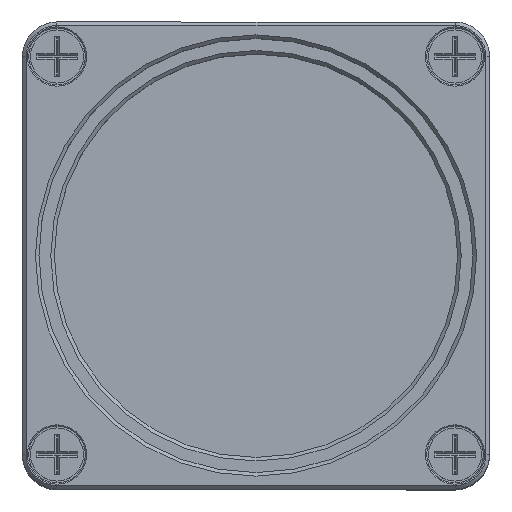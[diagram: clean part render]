
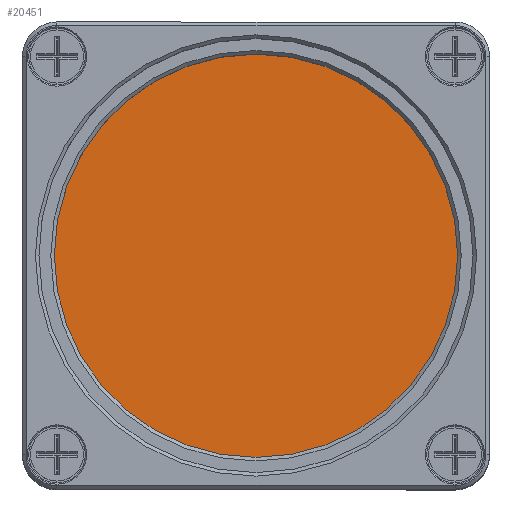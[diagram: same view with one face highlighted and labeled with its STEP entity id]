
A CAD part, top view. The second image highlights one B-rep face of the part: STEP entity #20451.
In plain terms, the highlighted planar face has unit normal (0, 0, 1).
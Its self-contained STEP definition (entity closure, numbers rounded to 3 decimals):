
#17337=FACE_OUTER_BOUND('',#31923,.T.);
#20451=ADVANCED_FACE('',(#17337),#23068,.T.);
#23068=PLANE('',#58501);
#31923=EDGE_LOOP('',(#35881));
#35881=ORIENTED_EDGE('',*,*,#50758,.T.);
#46755=VERTEX_POINT('',#76613);
#50758=EDGE_CURVE('',#46755,#46755,#56197,.T.);
#56197=CIRCLE('',#58498,12.5);
#58498=AXIS2_PLACEMENT_3D('',#76612,#63955,#63956);
#58501=AXIS2_PLACEMENT_3D('',#76617,#63961,#63962);
#63955=DIRECTION('',(0.,0.,1.));
#63956=DIRECTION('',(1.,0.,0.));
#63961=DIRECTION('',(0.,0.,1.));
#63962=DIRECTION('',(1.,0.,0.));
#76612=CARTESIAN_POINT('',(0.,0.,1.1));
#76613=CARTESIAN_POINT('',(12.5,0.,1.1));
#76617=CARTESIAN_POINT('',(0.,0.,1.1));
